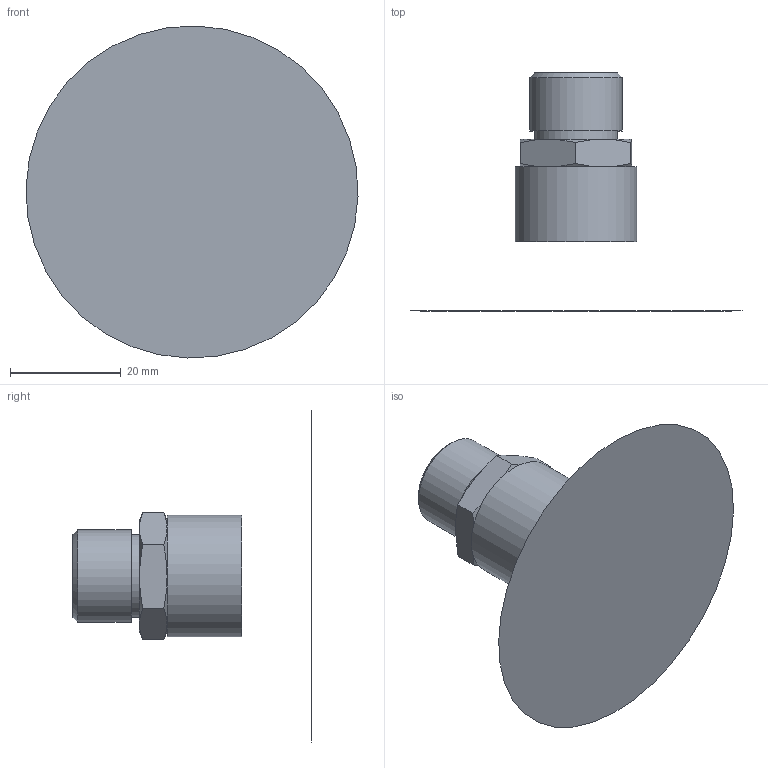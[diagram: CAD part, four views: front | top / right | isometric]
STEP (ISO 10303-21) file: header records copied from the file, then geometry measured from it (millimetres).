
FILE_DESCRIPTION(/* description */ (''),/* implementation_level */ '2;1');
FILE_NAME(/* name */ 'vc60cn_rac7r3-8m.stp',/* time_stamp */ '2020-09-21T14:54:58+02:00',/* author */ ('enginyeria'),/* organization */ (''),/* preprocessor_version */ 'ST-DEVELOPER v17.2',/* originating_system */ 'Autodesk Inventor 2019',/* authorisation */ '');
FILE_SCHEMA (('CONFIG_CONTROL_DESIGN'));
Length unit declared in the file: millimetre
Products named in the file (1): vc60cn_rac7r3-8m
Bounding box: 59.98 x 43 x 59.98 mm (x, y, z)
Volume: 26785.7 mm3; surface area: 8318.3 mm2
Topology: 1 solids, 1 shells, 31 faces, 70 edges, 45 vertices
Faces by surface type: cone 15, plane 12, cylinder 4
Full cylindrical faces by diameter (mm): 6 x1, 14.95 x1, 16.662 x1, 22 x1
Entity records: 943 total; most frequent: CARTESIAN_POINT 195, DIRECTION 143, ORIENTED_EDGE 140, EDGE_CURVE 70, AXIS2_PLACEMENT_3D 65, VERTEX_POINT 45, EDGE_LOOP 35, CIRCLE 33
